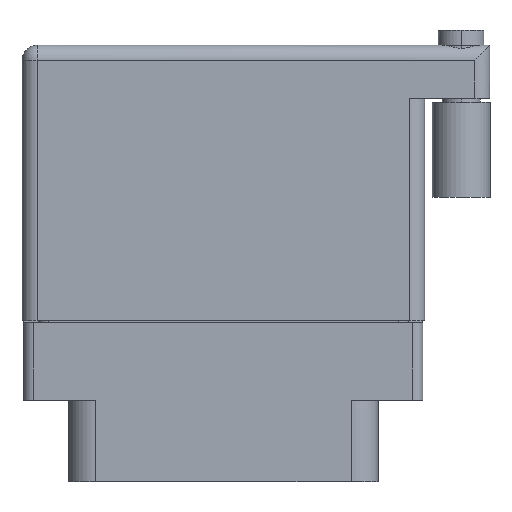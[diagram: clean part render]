
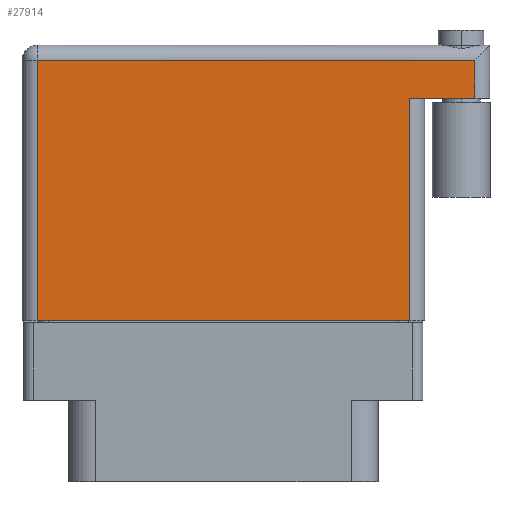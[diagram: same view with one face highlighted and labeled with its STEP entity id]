
A CAD part, front view. The second image highlights one B-rep face of the part: STEP entity #27914.
In plain terms, the highlighted face is planar.
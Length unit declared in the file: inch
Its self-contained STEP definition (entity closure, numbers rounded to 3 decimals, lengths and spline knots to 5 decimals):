
#179 = CARTESIAN_POINT ( 'NONE',  ( 0.6125, 0.631, 0.3575 ) ) ;
#624 = ORIENTED_EDGE ( 'NONE', *, *, #16724, .T. ) ;
#839 = EDGE_CURVE ( 'NONE', #21647, #25695, #22119, .T. ) ;
#1902 = LINE ( 'NONE', #17783, #18573 ) ;
#2050 = CARTESIAN_POINT ( 'NONE',  ( 0.8265, 0.756, 0.3575 ) ) ;
#2354 = ORIENTED_EDGE ( 'NONE', *, *, #7493, .T. ) ;
#2508 = ORIENTED_EDGE ( 'NONE', *, *, #6234, .T. ) ;
#2518 = VERTEX_POINT ( 'NONE', #2050 ) ;
#2656 = AXIS2_PLACEMENT_3D ( 'NONE', #15932, #18423, #25636 ) ;
#3549 = ORIENTED_EDGE ( 'NONE', *, *, #17232, .T. ) ;
#4408 = EDGE_LOOP ( 'NONE', ( #2508, #5745, #22104, #624, #2354, #3549 ) ) ;
#5745 = ORIENTED_EDGE ( 'NONE', *, *, #839, .T. ) ;
#5837 = LINE ( 'NONE', #24293, #6999 ) ;
#6234 = EDGE_CURVE ( 'NONE', #8253, #21647, #22694, .T. ) ;
#6999 = VECTOR ( 'NONE', #12533, 39.37008 ) ;
#7030 = CARTESIAN_POINT ( 'NONE',  ( 0.6125, 0.631, 0.3575 ) ) ;
#7314 = DIRECTION ( 'NONE',  ( 0., 1., 0. ) ) ;
#7493 = EDGE_CURVE ( 'NONE', #2518, #7656, #1902, .T. ) ;
#7656 = VERTEX_POINT ( 'NONE', #30387 ) ;
#7755 = CARTESIAN_POINT ( 'NONE',  ( -0.6125, -0.1, 0.3575 ) ) ;
#8253 = VERTEX_POINT ( 'NONE', #16973 ) ;
#11421 = LINE ( 'NONE', #7755, #12919 ) ;
#12533 = DIRECTION ( 'NONE',  ( 0., 1., 0. ) ) ;
#12917 = CARTESIAN_POINT ( 'NONE',  ( 0.8765, 0.631, 0.3575 ) ) ;
#12919 = VECTOR ( 'NONE', #21731, 39.37008 ) ;
#15486 = VECTOR ( 'NONE', #7314, 39.37008 ) ;
#15932 = CARTESIAN_POINT ( 'NONE',  ( -0.6625, 0.806, 0.3575 ) ) ;
#16438 = VECTOR ( 'NONE', #21723, 39.37008 ) ;
#16724 = EDGE_CURVE ( 'NONE', #29868, #2518, #5837, .T. ) ;
#16973 = CARTESIAN_POINT ( 'NONE',  ( -0.6125, -0.1, 0.3575 ) ) ;
#17232 = EDGE_CURVE ( 'NONE', #7656, #8253, #11421, .T. ) ;
#17671 = DIRECTION ( 'NONE',  ( -1., 0., 0. ) ) ;
#17783 = CARTESIAN_POINT ( 'NONE',  ( -0.6625, 0.756, 0.3575 ) ) ;
#18070 = LINE ( 'NONE', #12917, #21365 ) ;
#18423 = DIRECTION ( 'NONE',  ( 0., 0., -1. ) ) ;
#18573 = VECTOR ( 'NONE', #29211, 39.37008 ) ;
#21352 = EDGE_CURVE ( 'NONE', #29868, #25695, #18070, .T. ) ;
#21365 = VECTOR ( 'NONE', #17671, 39.37008 ) ;
#21647 = VERTEX_POINT ( 'NONE', #24512 ) ;
#21723 = DIRECTION ( 'NONE',  ( 1., 0., 0. ) ) ;
#21731 = DIRECTION ( 'NONE',  ( 0., -1., 0. ) ) ;
#22104 = ORIENTED_EDGE ( 'NONE', *, *, #21352, .F. ) ;
#22119 = LINE ( 'NONE', #179, #15486 ) ;
#22694 = LINE ( 'NONE', #26465, #16438 ) ;
#23275 = PLANE ( 'NONE',  #2656 ) ;
#24293 = CARTESIAN_POINT ( 'NONE',  ( 0.8265, 0.806, 0.3575 ) ) ;
#24452 = CARTESIAN_POINT ( 'NONE',  ( 0.8265, 0.631, 0.3575 ) ) ;
#24512 = CARTESIAN_POINT ( 'NONE',  ( 0.6125, -0.1, 0.3575 ) ) ;
#25636 = DIRECTION ( 'NONE',  ( -1., 0., 0. ) ) ;
#25695 = VERTEX_POINT ( 'NONE', #7030 ) ;
#26465 = CARTESIAN_POINT ( 'NONE',  ( -0.6625, -0.1, 0.3575 ) ) ;
#26894 = FACE_OUTER_BOUND ( 'NONE', #4408, .T. ) ;
#27914 = ADVANCED_FACE ( 'NONE', ( #26894 ), #23275, .F. ) ;
#29211 = DIRECTION ( 'NONE',  ( -1., 0., 0. ) ) ;
#29868 = VERTEX_POINT ( 'NONE', #24452 ) ;
#30387 = CARTESIAN_POINT ( 'NONE',  ( -0.6125, 0.756, 0.3575 ) ) ;
